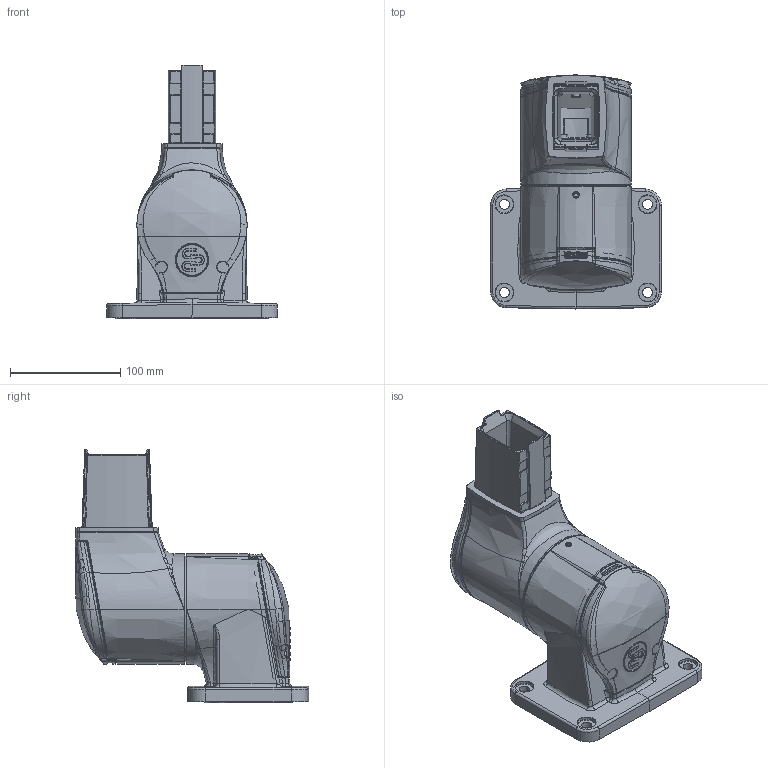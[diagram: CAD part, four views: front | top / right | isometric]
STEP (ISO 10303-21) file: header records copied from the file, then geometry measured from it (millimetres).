
FILE_DESCRIPTION((''),'2;1');
FILE_NAME('1017300012_ASM','2015-07-15T',('Falk.Schoember'),(''),'PRO/ENGINEER BY PARAMETRIC TECHNOLOGY CORPORATION, 2012360','PRO/ENGINEER BY PARAMETRIC TECHNOLOGY CORPORATION, 2012360','');
FILE_SCHEMA(('AUTOMOTIVE_DESIGN { 1 0 10303 214 1 1 1 1 }'));
Products named in the file (23): 9324215000_AF0; 9620437000_ASM; 9231806000; 9371072000; 9411111000_EINB_AF8; 9324209000_AF0; 9620434000_ASM; 9371073000; 9502352000; 9263051000; 9324212000; 9261333000; 9231010000_DICHTUNG-ZG-DE; 9324211000_AF0; 9620447000_ASM; 9261334000; 9222005000; 9263097000_GEW_STIFT; 9263097000_ASM; 9231797000_AF13; 9231010000_DICHTUNG-WG-UT; 9261441000; 1017300012_ASM
Assembly tree (30 placements, depth 3):
  1017300012_ASM
    9620437000_ASM
      9324215000_AF0
    9231806000
    9371072000
    9411111000_EINB_AF8
    9620434000_ASM
      9324209000_AF0
    9371073000
    9502352000
    9263051000
    9324212000
    9261333000
    9231010000_DICHTUNG-ZG-DE  x2
    9620447000_ASM  x2
      9324211000_AF0
    9261334000  x4
    9222005000
    9263097000_ASM
      9263097000_GEW_STIFT
    9231797000_AF13
    9231010000_DICHTUNG-WG-UT
    9261441000  x4
Bounding box: 155 x 212.15 x 230 mm (x, y, z)
Volume: 1074891.8 mm3; surface area: 623924.2 mm2
Topology: 26 solids, 157 shells, 3303 faces, 9055 edges, 5972 vertices
Faces by surface type: cylinder 1026, bspline 877, plane 830, torus 270, cone 239, sphere 57, extrusion 4
Entity records: 171712 total; most frequent: CARTESIAN_POINT 70388, ORIENTED_EDGE 12595, DIRECTION 11100, PRESENTATION_STYLE_ASSIGNMENT 7583, STYLED_ITEM 7583, EDGE_CURVE 7182, CURVE_STYLE 5252, VERTEX_POINT 4815
